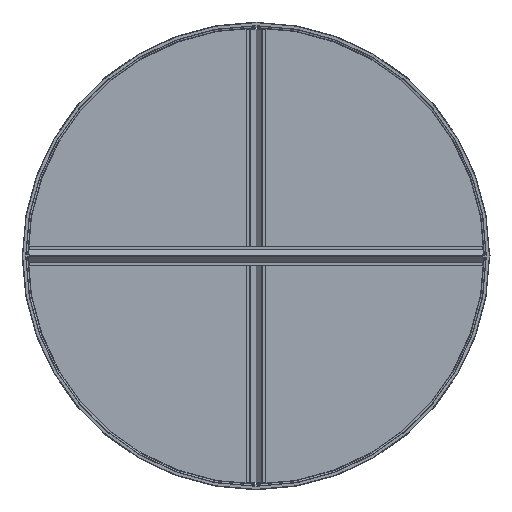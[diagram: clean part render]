
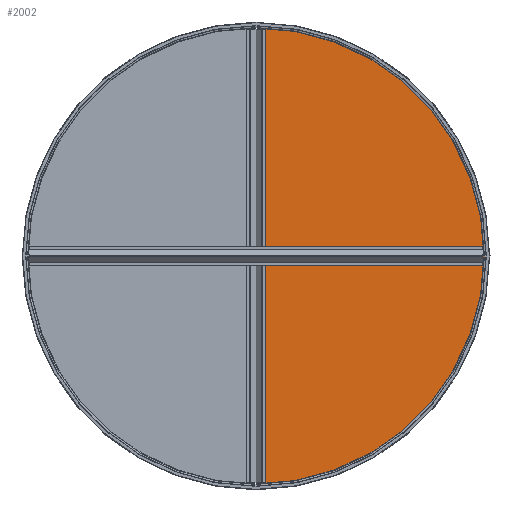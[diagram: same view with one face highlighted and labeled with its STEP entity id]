
A CAD part, front view. The second image highlights one B-rep face of the part: STEP entity #2002.
In plain terms, the highlighted planar face has unit normal (0, -1, 0).
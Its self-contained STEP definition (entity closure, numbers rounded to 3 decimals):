
#1952=CARTESIAN_POINT('',(-16.6,0.,-623.779));
#1953=VERTEX_POINT('',#1952);
#1954=CARTESIAN_POINT('',(-16.6,0.,623.779));
#1955=VERTEX_POINT('',#1954);
#1956=CARTESIAN_POINT('',(-16.6,0.,-623.779));
#1957=DIRECTION('',(0.0,0.0,1.0));
#1958=VECTOR('',#1957,1247.558);
#1959=LINE('',#1956,#1958);
#1960=EDGE_CURVE('',#1953,#1955,#1959,.T.);
#1987=CARTESIAN_POINT('',(0.,0.,0.0));
#1988=DIRECTION('',(0.0,-1.0,0.0));
#1989=DIRECTION('',(0.0,0.0,-1.0));
#1990=AXIS2_PLACEMENT_3D('',#1987,#1988,#1989);
#1991=PLANE('',#1990);
#1992=ORIENTED_EDGE('',*,*,#1960,.T.);
#1993=CARTESIAN_POINT('',(0.,0.,0.0));
#1994=DIRECTION('',(0.0,-1.0,0.0));
#1995=DIRECTION('',(1.0,0.0,0.0));
#1996=AXIS2_PLACEMENT_3D('',#1993,#1994,#1995);
#1997=CIRCLE('',#1996,624.0);
#1998=EDGE_CURVE('',#1955,#1953,#1997,.T.);
#1999=ORIENTED_EDGE('',*,*,#1998,.T.);
#2000=EDGE_LOOP('',(#1992,#1999));
#2001=FACE_OUTER_BOUND('',#2000,.T.);
#2002=ADVANCED_FACE('',(#2001),#1991,.T.);
